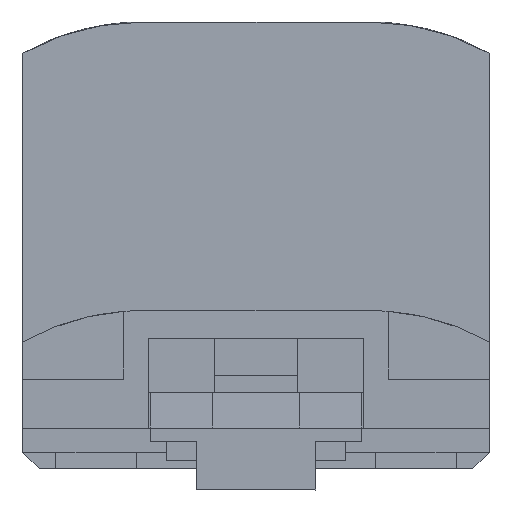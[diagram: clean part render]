
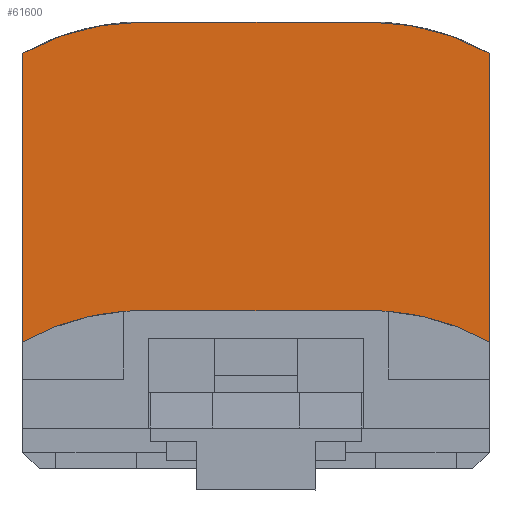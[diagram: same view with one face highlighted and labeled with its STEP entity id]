
A CAD part, front view. The second image highlights one B-rep face of the part: STEP entity #61600.
In plain terms, the highlighted face is planar.
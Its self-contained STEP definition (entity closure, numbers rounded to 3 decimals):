
#54360=CARTESIAN_POINT('',(60.082,46.744,
34.747));
#54370=VERTEX_POINT('',#54360);
#54400=CARTESIAN_POINT('',(60.082,9.355,
34.747));
#54410=DIRECTION('',(0.,1.,0.));
#54420=VECTOR('',#54410,1.);
#54430=LINE('',#54400,#54420);
#54440=CARTESIAN_POINT('',(60.082,29.044,
34.747));
#54450=VERTEX_POINT('',#54440);
#54460=EDGE_CURVE('',#54450,#54370,#54430,.T.);
#55480=CARTESIAN_POINT('',(60.082,29.044,
63.347));
#55490=VERTEX_POINT('',#55480);
#55540=CARTESIAN_POINT('',(60.082,9.355,
63.347));
#55550=DIRECTION('',(0.,1.,0.));
#55560=VECTOR('',#55550,1.);
#55570=LINE('',#55540,#55560);
#55580=CARTESIAN_POINT('',(60.082,46.744,
63.347));
#55590=VERTEX_POINT('',#55580);
#55600=EDGE_CURVE('',#55490,#55590,#55570,.T.);
#56700=CARTESIAN_POINT('',(60.082,30.968,
55.997));
#56710=VERTEX_POINT('',#56700);
#56740=CARTESIAN_POINT('',(60.082,15.968,
55.997));
#56750=DIRECTION('',(-1.,0.,0.));
#56760=DIRECTION('',(0.,-1.,0.));
#56770=AXIS2_PLACEMENT_3D('',#56740,#56750,#56760);
#56780=CIRCLE('',#56770,15.);
#56790=EDGE_CURVE('',#55490,#56710,#56780,.T.);
#61110=CARTESIAN_POINT('',(60.082,35.186,
55.81));
#61120=DIRECTION('',(-1.,0.,0.));
#61130=DIRECTION('',(0.,0.,1.));
#61140=AXIS2_PLACEMENT_3D('',#61110,#61120,#61130);
#61150=PLANE('',#61140);
#61160=ORIENTED_EDGE('',*,*,#54460,.F.);
#61170=CARTESIAN_POINT('',(60.082,33.668,
42.097));
#61180=DIRECTION('',(-1.,0.,0.));
#61190=DIRECTION('',(0.,-1.,0.));
#61200=AXIS2_PLACEMENT_3D('',#61170,#61180,#61190);
#61210=CIRCLE('',#61200,15.);
#61220=CARTESIAN_POINT('',(60.082,48.668,
42.097));
#61230=VERTEX_POINT('',#61220);
#61240=EDGE_CURVE('',#61230,#54370,#61210,.T.);
#61250=ORIENTED_EDGE('',*,*,#61240,.T.);
#61260=CARTESIAN_POINT('',(60.082,48.668,
28.147));
#61270=DIRECTION('',(0.,0.,-1.));
#61280=VECTOR('',#61270,1.);
#61290=LINE('',#61260,#61280);
#61300=CARTESIAN_POINT('',(60.082,48.668,
55.997));
#61310=VERTEX_POINT('',#61300);
#61320=EDGE_CURVE('',#61310,#61230,#61290,.T.);
#61330=ORIENTED_EDGE('',*,*,#61320,.T.);
#61340=CARTESIAN_POINT('',(60.082,33.668,
55.997));
#61350=DIRECTION('',(-1.,0.,0.));
#61360=DIRECTION('',(0.,-1.,0.));
#61370=AXIS2_PLACEMENT_3D('',#61340,#61350,#61360);
#61380=CIRCLE('',#61370,15.);
#61390=EDGE_CURVE('',#55590,#61310,#61380,.T.);
#61400=ORIENTED_EDGE('',*,*,#61390,.T.);
#61410=ORIENTED_EDGE('',*,*,#55600,.T.);
#61420=ORIENTED_EDGE('',*,*,#56790,.F.);
#61430=CARTESIAN_POINT('',(60.082,30.968,
28.147));
#61440=DIRECTION('',(0.,0.,1.));
#61450=VECTOR('',#61440,1.);
#61460=LINE('',#61430,#61450);
#61470=CARTESIAN_POINT('',(60.082,30.968,
42.097));
#61480=VERTEX_POINT('',#61470);
#61490=EDGE_CURVE('',#61480,#56710,#61460,.T.);
#61500=ORIENTED_EDGE('',*,*,#61490,.T.);
#61510=CARTESIAN_POINT('',(60.082,15.968,
42.097));
#61520=DIRECTION('',(-1.,0.,0.));
#61530=DIRECTION('',(0.,-1.,0.));
#61540=AXIS2_PLACEMENT_3D('',#61510,#61520,#61530);
#61550=CIRCLE('',#61540,15.);
#61560=EDGE_CURVE('',#61480,#54450,#61550,.T.);
#61570=ORIENTED_EDGE('',*,*,#61560,.F.);
#61580=EDGE_LOOP('',(#61570,#61500,#61420,#61410,#61400,#61330,#61250,
#61160));
#61590=FACE_OUTER_BOUND('',#61580,.T.);
#61600=ADVANCED_FACE('',(#61590),#61150,.T.);
